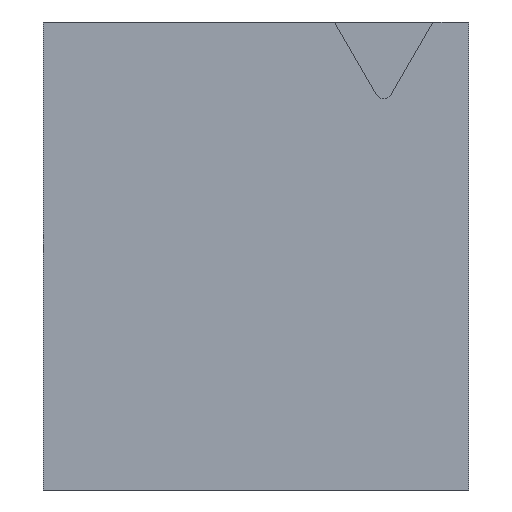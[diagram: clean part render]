
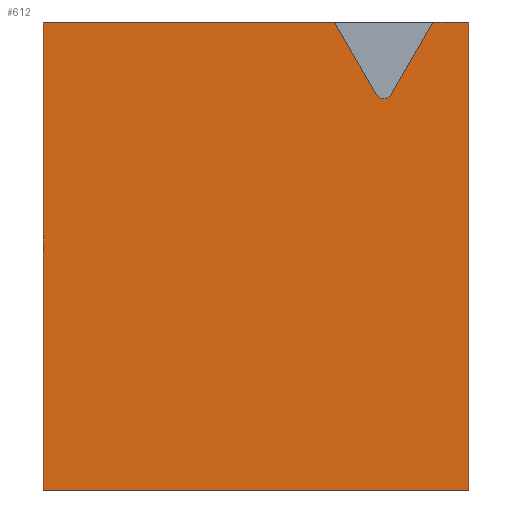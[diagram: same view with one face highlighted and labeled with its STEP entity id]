
A CAD part, front view. The second image highlights one B-rep face of the part: STEP entity #612.
In plain terms, the highlighted planar face has unit normal (0, -1, 0).
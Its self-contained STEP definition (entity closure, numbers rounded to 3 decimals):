
#113 = DIRECTION ( 'NONE',  ( 1., 0., 0. ) ) ;
#194 = DIRECTION ( 'NONE',  ( 0., 0., -1. ) ) ;
#214 = ORIENTED_EDGE ( 'NONE', *, *, #3953, .F. ) ;
#282 = DIRECTION ( 'NONE',  ( -1., 0., 0. ) ) ;
#365 = VECTOR ( 'NONE', #113, 1000. ) ;
#371 = VECTOR ( 'NONE', #194, 1000. ) ;
#612 = ADVANCED_FACE ( 'NONE', ( #3609 ), #3053, .F. ) ;
#616 = CARTESIAN_POINT ( 'NONE',  ( -5., -2.5, -5.5 ) ) ;
#749 = ORIENTED_EDGE ( 'NONE', *, *, #2603, .F. ) ;
#973 = DIRECTION ( 'NONE',  ( 0.5, 0., 0.866 ) ) ;
#1129 = DIRECTION ( 'NONE',  ( 0., 0., 1. ) ) ;
#1231 = CARTESIAN_POINT ( 'NONE',  ( 5., -2.5, -5.5 ) ) ;
#1333 = CARTESIAN_POINT ( 'NONE',  ( 0., -2.5, -5.5 ) ) ;
#1385 = VECTOR ( 'NONE', #1488, 1000. ) ;
#1488 = DIRECTION ( 'NONE',  ( 0.5, 0., -0.866 ) ) ;
#1535 = VERTEX_POINT ( 'NONE', #4333 ) ;
#1567 = CARTESIAN_POINT ( 'NONE',  ( 5., -2.5, 0. ) ) ;
#1766 = EDGE_CURVE ( 'NONE', #3101, #2444, #3667, .T. ) ;
#1851 = VERTEX_POINT ( 'NONE', #4665 ) ;
#1876 = ORIENTED_EDGE ( 'NONE', *, *, #2427, .F. ) ;
#2063 = EDGE_LOOP ( 'NONE', ( #4171, #3871, #6182, #214, #749, #1876, #2584, #4438 ) ) ;
#2122 = AXIS2_PLACEMENT_3D ( 'NONE', #3147, #2594, #1129 ) ;
#2144 = CIRCLE ( 'NONE', #4551, 0.2 ) ;
#2362 = EDGE_CURVE ( 'NONE', #1535, #4625, #5038, .T. ) ;
#2427 = EDGE_CURVE ( 'NONE', #3804, #1851, #2144, .T. ) ;
#2444 = VERTEX_POINT ( 'NONE', #2773 ) ;
#2455 = CARTESIAN_POINT ( 'NONE',  ( -5., -2.5, 0. ) ) ;
#2584 = ORIENTED_EDGE ( 'NONE', *, *, #6176, .F. ) ;
#2594 = DIRECTION ( 'NONE',  ( 0., 1., 0. ) ) ;
#2603 = EDGE_CURVE ( 'NONE', #1851, #2620, #5355, .T. ) ;
#2611 = DIRECTION ( 'NONE',  ( 0., -1., 0. ) ) ;
#2620 = VERTEX_POINT ( 'NONE', #3378 ) ;
#2679 = VECTOR ( 'NONE', #973, 1000. ) ;
#2773 = CARTESIAN_POINT ( 'NONE',  ( 1.845, -2.5, 5.5 ) ) ;
#2906 = CARTESIAN_POINT ( 'NONE',  ( 3.173, -2.5, 3.8 ) ) ;
#3012 = CARTESIAN_POINT ( 'NONE',  ( -5., -2.5, 5.5 ) ) ;
#3029 = CARTESIAN_POINT ( 'NONE',  ( 1.845, -2.5, 5.5 ) ) ;
#3053 = PLANE ( 'NONE',  #2122 ) ;
#3101 = VERTEX_POINT ( 'NONE', #3012 ) ;
#3147 = CARTESIAN_POINT ( 'NONE',  ( 0., -2.5, 0. ) ) ;
#3378 = CARTESIAN_POINT ( 'NONE',  ( 4.155, -2.5, 5.5 ) ) ;
#3498 = DIRECTION ( 'NONE',  ( 0., 0., 1. ) ) ;
#3609 = FACE_OUTER_BOUND ( 'NONE', #2063, .T. ) ;
#3657 = CARTESIAN_POINT ( 'NONE',  ( 0., -2.5, 5.5 ) ) ;
#3667 = LINE ( 'NONE', #5583, #365 ) ;
#3804 = VERTEX_POINT ( 'NONE', #4981 ) ;
#3865 = LINE ( 'NONE', #1333, #4105 ) ;
#3871 = ORIENTED_EDGE ( 'NONE', *, *, #6012, .F. ) ;
#3953 = EDGE_CURVE ( 'NONE', #2620, #1535, #5176, .T. ) ;
#3969 = LINE ( 'NONE', #3029, #1385 ) ;
#4019 = VECTOR ( 'NONE', #3498, 1000. ) ;
#4105 = VECTOR ( 'NONE', #282, 1000. ) ;
#4171 = ORIENTED_EDGE ( 'NONE', *, *, #5210, .F. ) ;
#4333 = CARTESIAN_POINT ( 'NONE',  ( 5., -2.5, 5.5 ) ) ;
#4438 = ORIENTED_EDGE ( 'NONE', *, *, #1766, .F. ) ;
#4516 = LINE ( 'NONE', #2455, #4019 ) ;
#4551 = AXIS2_PLACEMENT_3D ( 'NONE', #6126, #2611, #5666 ) ;
#4625 = VERTEX_POINT ( 'NONE', #1231 ) ;
#4665 = CARTESIAN_POINT ( 'NONE',  ( 3.173, -2.5, 3.8 ) ) ;
#4981 = CARTESIAN_POINT ( 'NONE',  ( 2.827, -2.5, 3.8 ) ) ;
#5038 = LINE ( 'NONE', #1567, #371 ) ;
#5176 = LINE ( 'NONE', #3657, #5624 ) ;
#5210 = EDGE_CURVE ( 'NONE', #6255, #3101, #4516, .T. ) ;
#5355 = LINE ( 'NONE', #2906, #2679 ) ;
#5568 = DIRECTION ( 'NONE',  ( 1., 0., 0. ) ) ;
#5583 = CARTESIAN_POINT ( 'NONE',  ( 0., -2.5, 5.5 ) ) ;
#5624 = VECTOR ( 'NONE', #5568, 1000. ) ;
#5666 = DIRECTION ( 'NONE',  ( 0., 0., 1. ) ) ;
#6012 = EDGE_CURVE ( 'NONE', #4625, #6255, #3865, .T. ) ;
#6126 = CARTESIAN_POINT ( 'NONE',  ( 3., -2.5, 3.9 ) ) ;
#6176 = EDGE_CURVE ( 'NONE', #2444, #3804, #3969, .T. ) ;
#6182 = ORIENTED_EDGE ( 'NONE', *, *, #2362, .F. ) ;
#6255 = VERTEX_POINT ( 'NONE', #616 ) ;
